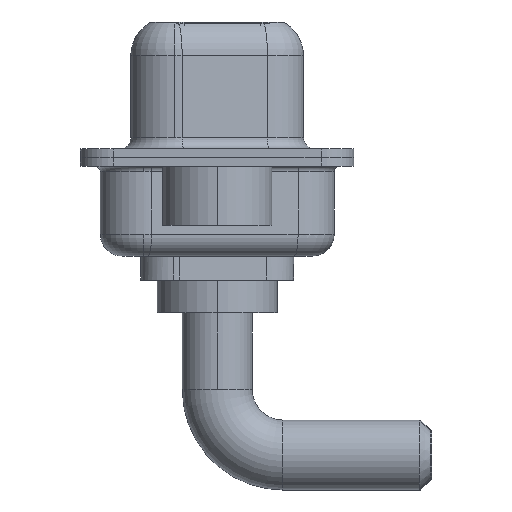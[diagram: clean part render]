
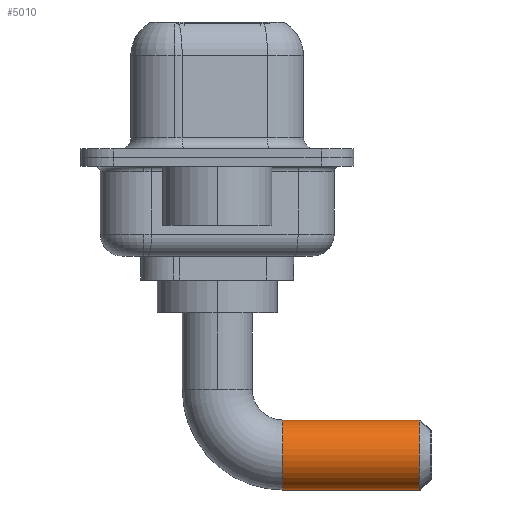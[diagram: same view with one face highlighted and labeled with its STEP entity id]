
A CAD part, left-side view. The second image highlights one B-rep face of the part: STEP entity #5010.
In plain terms, the highlighted cylindrical face has radius 1.6 mm (diameter 3.2 mm), a partial arc.
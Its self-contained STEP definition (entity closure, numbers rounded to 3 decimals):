
#192 = ORIENTED_EDGE ( 'NONE', *, *, #1409, .T. ) ;
#242 = EDGE_CURVE ( 'NONE', #6542, #6368, #451, .T. ) ;
#451 = LINE ( 'NONE', #7906, #11058 ) ;
#453 = LINE ( 'NONE', #8444, #806 ) ;
#726 = EDGE_LOOP ( 'NONE', ( #6013, #921, #192, #11525 ) ) ;
#806 = VECTOR ( 'NONE', #2277, 1000. ) ;
#921 = ORIENTED_EDGE ( 'NONE', *, *, #12054, .T. ) ;
#926 = CARTESIAN_POINT ( 'NONE',  ( 0., -3., -6.5 ) ) ;
#1033 = CARTESIAN_POINT ( 'NONE',  ( 0., -3., -8.1 ) ) ;
#1159 = CARTESIAN_POINT ( 'NONE',  ( 0., -9.25, -8.1 ) ) ;
#1402 = EDGE_CURVE ( 'NONE', #8883, #6368, #6158, .T. ) ;
#1409 = EDGE_CURVE ( 'NONE', #3749, #8883, #453, .T. ) ;
#1457 = DIRECTION ( 'NONE',  ( 0., 1., 0. ) ) ;
#2277 = DIRECTION ( 'NONE',  ( 0., -1., 0. ) ) ;
#2341 = CARTESIAN_POINT ( 'NONE',  ( 0., -9.25, -6.5 ) ) ;
#2878 = FACE_OUTER_BOUND ( 'NONE', #726, .T. ) ;
#3428 = CARTESIAN_POINT ( 'NONE',  ( 0., -9.25, -4.9 ) ) ;
#3749 = VERTEX_POINT ( 'NONE', #1033 ) ;
#3759 = CARTESIAN_POINT ( 'NONE',  ( 0., -3., -4.9 ) ) ;
#4026 = AXIS2_PLACEMENT_3D ( 'NONE', #2341, #1457, #9456 ) ;
#4429 = AXIS2_PLACEMENT_3D ( 'NONE', #12912, #7929, #9806 ) ;
#4780 = DIRECTION ( 'NONE',  ( 0., 0., -1. ) ) ;
#5010 = ADVANCED_FACE ( 'NONE', ( #2878 ), #5038, .T. ) ;
#5038 = CYLINDRICAL_SURFACE ( 'NONE', #7922, 1.6 ) ;
#6013 = ORIENTED_EDGE ( 'NONE', *, *, #242, .F. ) ;
#6121 = CIRCLE ( 'NONE', #4429, 1.6 ) ;
#6158 = CIRCLE ( 'NONE', #4026, 1.6 ) ;
#6368 = VERTEX_POINT ( 'NONE', #3428 ) ;
#6542 = VERTEX_POINT ( 'NONE', #3759 ) ;
#6900 = DIRECTION ( 'NONE',  ( 0., -1., 0. ) ) ;
#7906 = CARTESIAN_POINT ( 'NONE',  ( 0., -3., -4.9 ) ) ;
#7922 = AXIS2_PLACEMENT_3D ( 'NONE', #926, #11139, #4780 ) ;
#7929 = DIRECTION ( 'NONE',  ( 0., -1., 0. ) ) ;
#8444 = CARTESIAN_POINT ( 'NONE',  ( 0., -3., -8.1 ) ) ;
#8883 = VERTEX_POINT ( 'NONE', #1159 ) ;
#9456 = DIRECTION ( 'NONE',  ( 0., 0., -1. ) ) ;
#9806 = DIRECTION ( 'NONE',  ( -1., 0., 0. ) ) ;
#11058 = VECTOR ( 'NONE', #6900, 1000. ) ;
#11139 = DIRECTION ( 'NONE',  ( 0., -1., 0. ) ) ;
#11525 = ORIENTED_EDGE ( 'NONE', *, *, #1402, .T. ) ;
#12054 = EDGE_CURVE ( 'NONE', #6542, #3749, #6121, .T. ) ;
#12912 = CARTESIAN_POINT ( 'NONE',  ( 0., -3., -6.5 ) ) ;
